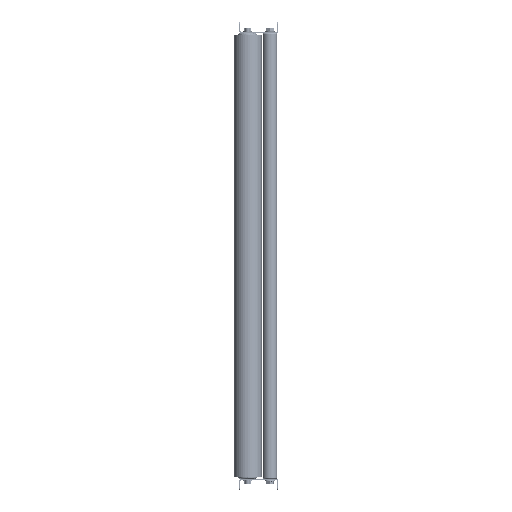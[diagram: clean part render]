
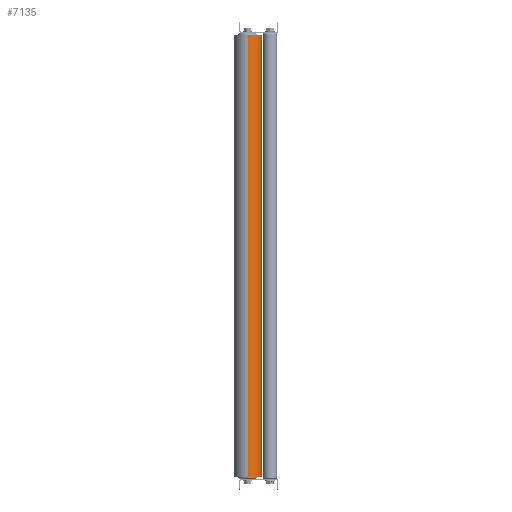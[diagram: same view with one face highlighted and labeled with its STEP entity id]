
A CAD part, left-side view. The second image highlights one B-rep face of the part: STEP entity #7135.
In plain terms, the highlighted cylindrical face has radius 25 mm (diameter 50 mm), a partial arc.
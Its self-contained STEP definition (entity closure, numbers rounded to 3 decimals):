
#710 = DIRECTION ( 'NONE',  ( 0., 0., 1. ) ) ;
#869 = VERTEX_POINT ( 'NONE', #3123 ) ;
#966 = CARTESIAN_POINT ( 'NONE',  ( 792.6, 0., 0. ) ) ;
#1137 = DIRECTION ( 'NONE',  ( 1., 0., 0. ) ) ;
#3123 = CARTESIAN_POINT ( 'NONE',  ( 792.6, 0., -25. ) ) ;
#3198 = EDGE_CURVE ( 'NONE', #39515, #6546, #29063, .T. ) ;
#6546 = VERTEX_POINT ( 'NONE', #12354 ) ;
#7135 = ADVANCED_FACE ( 'Fl�che1', ( #45886 ), #9654, .T. ) ;
#7999 = LINE ( 'NONE', #20503, #14030 ) ;
#9142 = DIRECTION ( 'NONE',  ( -1., 0., 0. ) ) ;
#9654 = CYLINDRICAL_SURFACE ( 'NONE', #42989, 25. ) ;
#10693 = CARTESIAN_POINT ( 'NONE',  ( 792.6, 0., 0. ) ) ;
#12354 = CARTESIAN_POINT ( 'NONE',  ( 0., 0., -25. ) ) ;
#12677 = AXIS2_PLACEMENT_3D ( 'NONE', #10693, #42945, #27098 ) ;
#13865 = ORIENTED_EDGE ( 'NONE', *, *, #22554, .F. ) ;
#14030 = VECTOR ( 'NONE', #36810, 1000. ) ;
#14752 = EDGE_CURVE ( 'NONE', #41509, #39515, #7999, .T. ) ;
#16859 = ORIENTED_EDGE ( 'NONE', *, *, #40523, .F. ) ;
#20503 = CARTESIAN_POINT ( 'NONE',  ( 792.6, 0., 25. ) ) ;
#20857 = CARTESIAN_POINT ( 'NONE',  ( 792.6, 0., 25. ) ) ;
#20920 = CARTESIAN_POINT ( 'NONE',  ( 792.6, 0., -25. ) ) ;
#21045 = CARTESIAN_POINT ( 'NONE',  ( 0., 0., 0. ) ) ;
#22554 = EDGE_CURVE ( 'NONE', #869, #6546, #48356, .T. ) ;
#27098 = DIRECTION ( 'NONE',  ( 0., 0., -1. ) ) ;
#29063 = CIRCLE ( 'NONE', #41680, 25. ) ;
#29285 = DIRECTION ( 'NONE',  ( -1., 0., 0. ) ) ;
#29517 = CIRCLE ( 'NONE', #12677, 25. ) ;
#31558 = ORIENTED_EDGE ( 'NONE', *, *, #3198, .T. ) ;
#35711 = CARTESIAN_POINT ( 'NONE',  ( 0., 0., 25. ) ) ;
#36810 = DIRECTION ( 'NONE',  ( -1., 0., 0. ) ) ;
#39515 = VERTEX_POINT ( 'NONE', #35711 ) ;
#40523 = EDGE_CURVE ( 'NONE', #41509, #869, #29517, .T. ) ;
#41509 = VERTEX_POINT ( 'NONE', #20857 ) ;
#41680 = AXIS2_PLACEMENT_3D ( 'NONE', #21045, #1137, #50045 ) ;
#42945 = DIRECTION ( 'NONE',  ( 1., 0., 0. ) ) ;
#42989 = AXIS2_PLACEMENT_3D ( 'NONE', #966, #9142, #710 ) ;
#44103 = VECTOR ( 'NONE', #29285, 1000. ) ;
#45886 = FACE_OUTER_BOUND ( 'NONE', #51655, .T. ) ;
#48356 = LINE ( 'NONE', #20920, #44103 ) ;
#50045 = DIRECTION ( 'NONE',  ( 0., 0., -1. ) ) ;
#50740 = ORIENTED_EDGE ( 'NONE', *, *, #14752, .T. ) ;
#51655 = EDGE_LOOP ( 'NONE', ( #13865, #16859, #50740, #31558 ) ) ;
